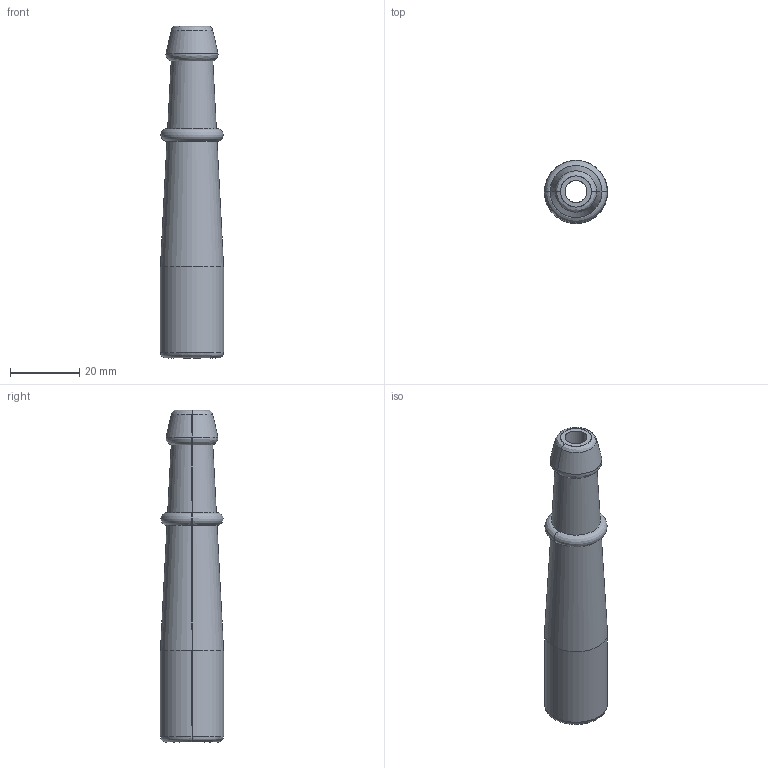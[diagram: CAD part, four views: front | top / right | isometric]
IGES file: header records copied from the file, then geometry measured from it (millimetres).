
Start section: SolidWorks IGES file using analytic representation for surfaces
Global section: file name: SB29.IGS; native system: SolidWorks 2019; preprocessor: SolidWorks 2019; author: sjohnson; date: 191030.082907; units: inch
Bounding box: 18.26 x 18.26 x 96.09 mm (x, y, z)
Surface area: 7597.1 mm2 (no closed solid volume)
Topology: 0 solids, 0 shells, 44 faces, 296 edges, 296 vertices
Faces by surface type: bspline 24, revolution 20
